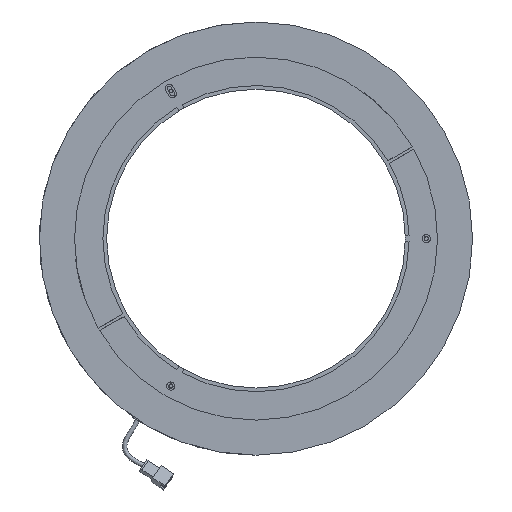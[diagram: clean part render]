
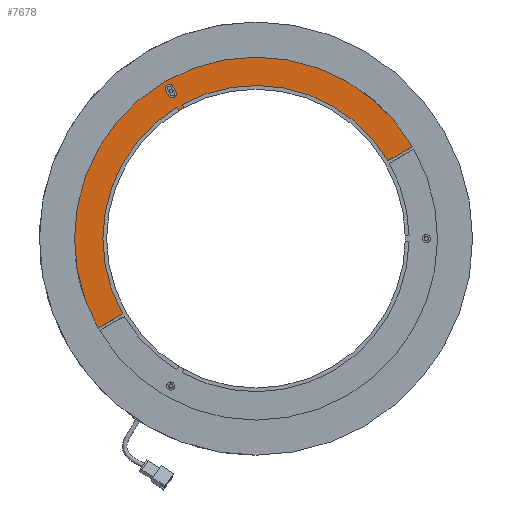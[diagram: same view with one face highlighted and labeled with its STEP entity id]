
A CAD part, front view. The second image highlights one B-rep face of the part: STEP entity #7678.
In plain terms, the highlighted planar face has unit normal (0, -1, 0).
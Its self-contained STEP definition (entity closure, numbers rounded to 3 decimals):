
#1840 = AXIS2_PLACEMENT_3D ( 'NONE', #6772, #6773, #6774 ) ;
#1842 = AXIS2_PLACEMENT_3D ( 'NONE', #6782, #6783, #6784 ) ;
#1845 = AXIS2_PLACEMENT_3D ( 'NONE', #6797, #6798, #6799 ) ;
#1846 = AXIS2_PLACEMENT_3D ( 'NONE', #6803, #6804, #6805 ) ;
#1847 = AXIS2_PLACEMENT_3D ( 'NONE', #6808, #6809, #6810 ) ;
#1848 = AXIS2_PLACEMENT_3D ( 'NONE', #6815, #6816, #6817 ) ;
#1849 = AXIS2_PLACEMENT_3D ( 'NONE', #6820, #6821, #6822 ) ;
#1850 = AXIS2_PLACEMENT_3D ( 'NONE', #6825, #6826, #6827 ) ;
#1851 = AXIS2_PLACEMENT_3D ( 'NONE', #6829, #6830, #6831 ) ;
#2786 = VERTEX_POINT ( 'NONE', #6011 ) ;
#2793 = VERTEX_POINT ( 'NONE', #6010 ) ;
#2812 = VERTEX_POINT ( 'NONE', #6001 ) ;
#2813 = VERTEX_POINT ( 'NONE', #6000 ) ;
#2818 = VERTEX_POINT ( 'NONE', #5998 ) ;
#2822 = VERTEX_POINT ( 'NONE', #5996 ) ;
#2823 = VERTEX_POINT ( 'NONE', #5995 ) ;
#2903 = VERTEX_POINT ( 'NONE', #5910 ) ;
#2905 = VERTEX_POINT ( 'NONE', #5908 ) ;
#2907 = VERTEX_POINT ( 'NONE', #5906 ) ;
#2915 = VERTEX_POINT ( 'NONE', #5897 ) ;
#2928 = VERTEX_POINT ( 'NONE', #5884 ) ;
#2931 = VERTEX_POINT ( 'NONE', #5881 ) ;
#3137 = ORIENTED_EDGE ( 'NONE', *, *, #8604, .T. ) ;
#3146 = ORIENTED_EDGE ( 'NONE', *, *, #8609, .T. ) ;
#3147 = ORIENTED_EDGE ( 'NONE', *, *, #8608, .T. ) ;
#3148 = ORIENTED_EDGE ( 'NONE', *, *, #8607, .T. ) ;
#3155 = ORIENTED_EDGE ( 'NONE', *, *, #8610, .T. ) ;
#3156 = ORIENTED_EDGE ( 'NONE', *, *, #8589, .T. ) ;
#3157 = ORIENTED_EDGE ( 'NONE', *, *, #8611, .T. ) ;
#3158 = ORIENTED_EDGE ( 'NONE', *, *, #8612, .T. ) ;
#3159 = ORIENTED_EDGE ( 'NONE', *, *, #8593, .T. ) ;
#3449 = ORIENTED_EDGE ( 'NONE', *, *, #8599, .T. ) ;
#3459 = ORIENTED_EDGE ( 'NONE', *, *, #8603, .T. ) ;
#3463 = ORIENTED_EDGE ( 'NONE', *, *, #8605, .T. ) ;
#3464 = ORIENTED_EDGE ( 'NONE', *, *, #8606, .T. ) ;
#3466 = ORIENTED_EDGE ( 'NONE', *, *, #8601, .T. ) ;
#3471 = ORIENTED_EDGE ( 'NONE', *, *, #8602, .T. ) ;
#4397 = VERTEX_POINT ( 'NONE', #6137 ) ;
#4430 = VERTEX_POINT ( 'NONE', #6118 ) ;
#5248 = CIRCLE ( 'NONE', #1840, 121.5 ) ;
#5252 = CIRCLE ( 'NONE', #1842, 102.5 ) ;
#5260 = CIRCLE ( 'NONE', #1845, 2.75 ) ;
#5263 = CIRCLE ( 'NONE', #1846, 2.75 ) ;
#5266 = LINE ( 'NONE', #6800, #5268 ) ;
#5267 = CIRCLE ( 'NONE', #1847, 2.75 ) ;
#5268 = VECTOR ( 'NONE', #6795, 1000. ) ;
#5269 = LINE ( 'NONE', #6801, #5271 ) ;
#5270 = LINE ( 'NONE', #6811, #5273 ) ;
#5271 = VECTOR ( 'NONE', #6802, 1000. ) ;
#5272 = CIRCLE ( 'NONE', #1848, 100. ) ;
#5273 = VECTOR ( 'NONE', #6812, 1000. ) ;
#5274 = LINE ( 'NONE', #6806, #5276 ) ;
#5275 = CIRCLE ( 'NONE', #1849, 102.5 ) ;
#5276 = VECTOR ( 'NONE', #6807, 1000. ) ;
#5277 = LINE ( 'NONE', #6813, #5279 ) ;
#5278 = CIRCLE ( 'NONE', #1850, 121.5 ) ;
#5279 = VECTOR ( 'NONE', #6814, 1000. ) ;
#5280 = LINE ( 'NONE', #6818, #5282 ) ;
#5281 = CIRCLE ( 'NONE', #1851, 102.5 ) ;
#5282 = VECTOR ( 'NONE', #6819, 1000. ) ;
#5881 = CARTESIAN_POINT ( 'NONE',  ( 88.265, -10., 52.111 ) ) ;
#5884 = CARTESIAN_POINT ( 'NONE',  ( -89.265, -10., -50.379 ) ) ;
#5897 = CARTESIAN_POINT ( 'NONE',  ( -51.72, -10., 85.587 ) ) ;
#5906 = CARTESIAN_POINT ( 'NONE',  ( -48.255, -10., 87.587 ) ) ;
#5908 = CARTESIAN_POINT ( 'NONE',  ( -55.615, -10., 101.836 ) ) ;
#5910 = CARTESIAN_POINT ( 'NONE',  ( -105.72, -10., -59.879 ) ) ;
#5995 = CARTESIAN_POINT ( 'NONE',  ( -52.97, -10., 87.752 ) ) ;
#5996 = CARTESIAN_POINT ( 'NONE',  ( -49.505, -10., 89.752 ) ) ;
#5998 = CARTESIAN_POINT ( 'NONE',  ( 104.72, -10., 61.611 ) ) ;
#6000 = CARTESIAN_POINT ( 'NONE',  ( -60.378, -10., 99.086 ) ) ;
#6001 = CARTESIAN_POINT ( 'NONE',  ( -53.615, -10., 98.372 ) ) ;
#6010 = CARTESIAN_POINT ( 'NONE',  ( -53.247, -10., 96.997 ) ) ;
#6011 = CARTESIAN_POINT ( 'NONE',  ( -58.379, -10., 95.622 ) ) ;
#6118 = CARTESIAN_POINT ( 'NONE',  ( -121.5, -10., 0. ) ) ;
#6137 = CARTESIAN_POINT ( 'NONE',  ( -102.5, -10., 0. ) ) ;
#6772 = CARTESIAN_POINT ( 'NONE',  ( 0., -10., 0. ) ) ;
#6773 = DIRECTION ( 'NONE',  ( 0., -1., 0. ) ) ;
#6774 = DIRECTION ( 'NONE',  ( -1., 0., 0. ) ) ;
#6782 = CARTESIAN_POINT ( 'NONE',  ( 0., -10., 0. ) ) ;
#6783 = DIRECTION ( 'NONE',  ( 0., 1., 0. ) ) ;
#6784 = DIRECTION ( 'NONE',  ( -1., 0., 0. ) ) ;
#6795 = DIRECTION ( 'NONE',  ( -0.5, 0., 0.866 ) ) ;
#6797 = CARTESIAN_POINT ( 'NONE',  ( -55.997, -10., 96.997 ) ) ;
#6798 = DIRECTION ( 'NONE',  ( 0., 1., 0. ) ) ;
#6799 = DIRECTION ( 'NONE',  ( 1., 0., 0. ) ) ;
#6800 = CARTESIAN_POINT ( 'NONE',  ( -58.379, -10., 95.622 ) ) ;
#6801 = CARTESIAN_POINT ( 'NONE',  ( -55.615, -10., 101.836 ) ) ;
#6802 = DIRECTION ( 'NONE',  ( 0.5, 0., -0.866 ) ) ;
#6803 = CARTESIAN_POINT ( 'NONE',  ( -55.997, -10., 96.997 ) ) ;
#6804 = DIRECTION ( 'NONE',  ( 0., 1., 0. ) ) ;
#6805 = DIRECTION ( 'NONE',  ( 1., 0., 0. ) ) ;
#6806 = CARTESIAN_POINT ( 'NONE',  ( -48.255, -10., 87.587 ) ) ;
#6807 = DIRECTION ( 'NONE',  ( -0.5, 0., 0.866 ) ) ;
#6808 = CARTESIAN_POINT ( 'NONE',  ( -57.997, -10., 100.461 ) ) ;
#6809 = DIRECTION ( 'NONE',  ( 0., 1., 0. ) ) ;
#6810 = DIRECTION ( 'NONE',  ( 1., 0., 0. ) ) ;
#6811 = CARTESIAN_POINT ( 'NONE',  ( -52.97, -10., 87.752 ) ) ;
#6812 = DIRECTION ( 'NONE',  ( 0.5, 0., -0.866 ) ) ;
#6813 = CARTESIAN_POINT ( 'NONE',  ( 88.265, -10., 52.111 ) ) ;
#6814 = DIRECTION ( 'NONE',  ( 0.866, 0., 0.5 ) ) ;
#6815 = CARTESIAN_POINT ( 'NONE',  ( 0., -10., 0. ) ) ;
#6816 = DIRECTION ( 'NONE',  ( 0., 1., 0. ) ) ;
#6817 = DIRECTION ( 'NONE',  ( -1., 0., 0. ) ) ;
#6818 = CARTESIAN_POINT ( 'NONE',  ( -105.72, -10., -59.879 ) ) ;
#6819 = DIRECTION ( 'NONE',  ( 0.866, 0., 0.5 ) ) ;
#6820 = CARTESIAN_POINT ( 'NONE',  ( 0., -10., 0. ) ) ;
#6821 = DIRECTION ( 'NONE',  ( 0., 1., 0. ) ) ;
#6822 = DIRECTION ( 'NONE',  ( -1., 0., 0. ) ) ;
#6825 = CARTESIAN_POINT ( 'NONE',  ( 0., -10., 0. ) ) ;
#6826 = DIRECTION ( 'NONE',  ( 0., -1., 0. ) ) ;
#6827 = DIRECTION ( 'NONE',  ( -1., 0., 0. ) ) ;
#6829 = CARTESIAN_POINT ( 'NONE',  ( 0., -10., 0. ) ) ;
#6830 = DIRECTION ( 'NONE',  ( 0., 1., 0. ) ) ;
#6831 = DIRECTION ( 'NONE',  ( -1., 0., 0. ) ) ;
#7035 = FACE_BOUND ( 'NONE', #9618, .T. ) ;
#7039 = FACE_OUTER_BOUND ( 'NONE', #9617, .T. ) ;
#7153 = AXIS2_PLACEMENT_3D ( 'NONE', #10050, #10051, #10052 ) ;
#7678 = ADVANCED_FACE ( 'NONE', ( #7035, #7039 ), #10043, .T. ) ;
#8589 = EDGE_CURVE ( 'NONE', #4430, #2903, #5248, .T. ) ;
#8593 = EDGE_CURVE ( 'NONE', #4397, #2823, #5252, .T. ) ;
#8599 = EDGE_CURVE ( 'NONE', #2812, #2793, #5260, .T. ) ;
#8601 = EDGE_CURVE ( 'NONE', #2793, #2786, #5263, .T. ) ;
#8602 = EDGE_CURVE ( 'NONE', #2786, #2813, #5266, .T. ) ;
#8603 = EDGE_CURVE ( 'NONE', #2813, #2905, #5267, .T. ) ;
#8604 = EDGE_CURVE ( 'NONE', #2905, #2812, #5269, .T. ) ;
#8605 = EDGE_CURVE ( 'NONE', #2823, #2915, #5270, .T. ) ;
#8606 = EDGE_CURVE ( 'NONE', #2915, #2907, #5272, .T. ) ;
#8607 = EDGE_CURVE ( 'NONE', #2907, #2822, #5274, .T. ) ;
#8608 = EDGE_CURVE ( 'NONE', #2822, #2931, #5275, .T. ) ;
#8609 = EDGE_CURVE ( 'NONE', #2931, #2818, #5277, .T. ) ;
#8610 = EDGE_CURVE ( 'NONE', #2818, #4430, #5278, .T. ) ;
#8611 = EDGE_CURVE ( 'NONE', #2903, #2928, #5280, .T. ) ;
#8612 = EDGE_CURVE ( 'NONE', #2928, #4397, #5281, .T. ) ;
#9617 = EDGE_LOOP ( 'NONE', ( #3463, #3464, #3148, #3147, #3146, #3155, #3156, #3157, #3158, #3159 ) ) ;
#9618 = EDGE_LOOP ( 'NONE', ( #3449, #3466, #3471, #3459, #3137 ) ) ;
#10043 = PLANE ( 'NONE',  #7153 ) ;
#10050 = CARTESIAN_POINT ( 'NONE',  ( 231.611, -10., 133.711 ) ) ;
#10051 = DIRECTION ( 'NONE',  ( 0., -1., 0. ) ) ;
#10052 = DIRECTION ( 'NONE',  ( 1., 0., 0. ) ) ;
